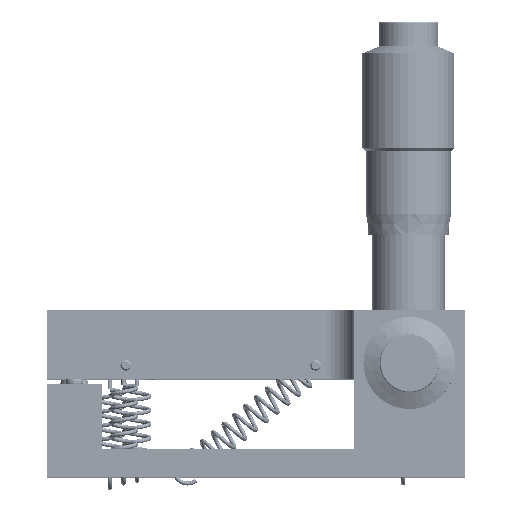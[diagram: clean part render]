
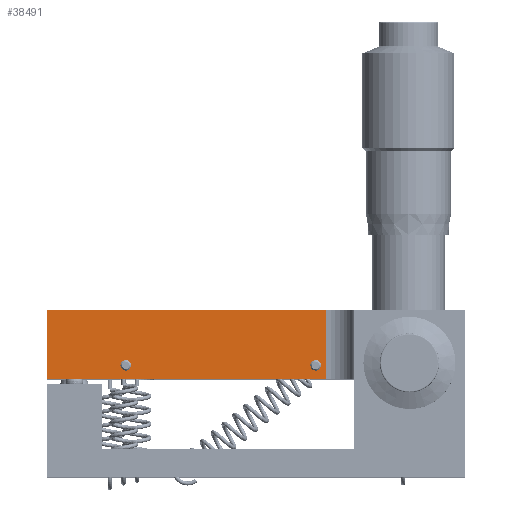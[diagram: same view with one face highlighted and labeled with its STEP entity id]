
A CAD part, top view. The second image highlights one B-rep face of the part: STEP entity #38491.
In plain terms, the highlighted planar face has unit normal (0, 0, 1).
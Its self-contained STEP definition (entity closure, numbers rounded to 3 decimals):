
#13358=DIRECTION('',(1.,0.,0.));
#13359=VECTOR('',#13358,40.);
#13360=CARTESIAN_POINT('',(-60.,0.,60.));
#13361=LINE('',#13360,#13359);
#13436=DIRECTION('',(1.,0.,0.));
#13437=VECTOR('',#13436,40.);
#13438=CARTESIAN_POINT('',(-60.,9.9,60.));
#13439=LINE('',#13438,#13437);
#13904=DIRECTION('',(0.,1.,0.));
#13905=VECTOR('',#13904,9.9);
#13906=CARTESIAN_POINT('',(-20.,0.,60.));
#13907=LINE('',#13906,#13905);
#13908=DIRECTION('',(0.,1.,0.));
#13909=VECTOR('',#13908,9.9);
#13910=CARTESIAN_POINT('',(-60.,0.,60.));
#13911=LINE('',#13910,#13909);
#13912=CARTESIAN_POINT('',(-48.675,2.,60.));
#13913=DIRECTION('',(0.,0.,1.));
#13914=DIRECTION('',(-1.,0.,0.));
#13915=AXIS2_PLACEMENT_3D('',#13912,#13913,#13914);
#13917=CARTESIAN_POINT('',(-48.675,2.,60.));
#13918=DIRECTION('',(0.,0.,1.));
#13919=DIRECTION('',(1.,0.,0.));
#13920=AXIS2_PLACEMENT_3D('',#13917,#13918,#13919);
#13922=CARTESIAN_POINT('',(-21.45,2.,60.));
#13923=DIRECTION('',(0.,0.,1.));
#13924=DIRECTION('',(-1.,0.,0.));
#13925=AXIS2_PLACEMENT_3D('',#13922,#13923,#13924);
#13927=CARTESIAN_POINT('',(-21.45,2.,60.));
#13928=DIRECTION('',(0.,0.,1.));
#13929=DIRECTION('',(1.,0.,0.));
#13930=AXIS2_PLACEMENT_3D('',#13927,#13928,#13929);
#36046=CARTESIAN_POINT('',(-60.,0.,60.));
#36048=VERTEX_POINT('',#36046);
#36052=CARTESIAN_POINT('',(-60.,9.9,60.));
#36054=VERTEX_POINT('',#36052);
#36181=CARTESIAN_POINT('',(-20.,0.,60.));
#36182=CARTESIAN_POINT('',(-20.,9.9,60.));
#36183=VERTEX_POINT('',#36181);
#36184=VERTEX_POINT('',#36182);
#37730=CARTESIAN_POINT('',(-49.425,2.,60.));
#37731=CARTESIAN_POINT('',(-47.925,2.,60.));
#37732=VERTEX_POINT('',#37730);
#37733=VERTEX_POINT('',#37731);
#37734=CARTESIAN_POINT('',(-22.2,2.,60.));
#37735=CARTESIAN_POINT('',(-20.7,2.,60.));
#37736=VERTEX_POINT('',#37734);
#37737=VERTEX_POINT('',#37735);
#38467=CARTESIAN_POINT('',(-60.,0.,60.));
#38468=DIRECTION('',(0.,0.,1.));
#38469=DIRECTION('',(1.,0.,0.));
#38470=AXIS2_PLACEMENT_3D('',#38467,#38468,#38469);
#38471=PLANE('',#38470);
#38472=ORIENTED_EDGE('',*,*,#38461,.F.);
#38473=ORIENTED_EDGE('',*,*,#37917,.F.);
#38475=ORIENTED_EDGE('',*,*,#38474,.T.);
#38476=ORIENTED_EDGE('',*,*,#38045,.T.);
#38477=EDGE_LOOP('',(#38472,#38473,#38475,#38476));
#38478=FACE_OUTER_BOUND('',#38477,.F.);
#38480=ORIENTED_EDGE('',*,*,#38479,.T.);
#38482=ORIENTED_EDGE('',*,*,#38481,.T.);
#38483=EDGE_LOOP('',(#38480,#38482));
#38484=FACE_BOUND('',#38483,.F.);
#38486=ORIENTED_EDGE('',*,*,#38485,.T.);
#38488=ORIENTED_EDGE('',*,*,#38487,.T.);
#38489=EDGE_LOOP('',(#38486,#38488));
#38490=FACE_BOUND('',#38489,.F.);
#38491=ADVANCED_FACE('',(#38478,#38484,#38490),#38471,.T.);
#13916=CIRCLE('',#13915,0.75);
#13921=CIRCLE('',#13920,0.75);
#13926=CIRCLE('',#13925,0.75);
#13931=CIRCLE('',#13930,0.75);
#37917=EDGE_CURVE('',#36048,#36183,#13361,.T.);
#38045=EDGE_CURVE('',#36054,#36184,#13439,.T.);
#38461=EDGE_CURVE('',#36183,#36184,#13907,.T.);
#38474=EDGE_CURVE('',#36048,#36054,#13911,.T.);
#38479=EDGE_CURVE('',#37732,#37733,#13916,.T.);
#38481=EDGE_CURVE('',#37733,#37732,#13921,.T.);
#38485=EDGE_CURVE('',#37736,#37737,#13926,.T.);
#38487=EDGE_CURVE('',#37737,#37736,#13931,.T.);
